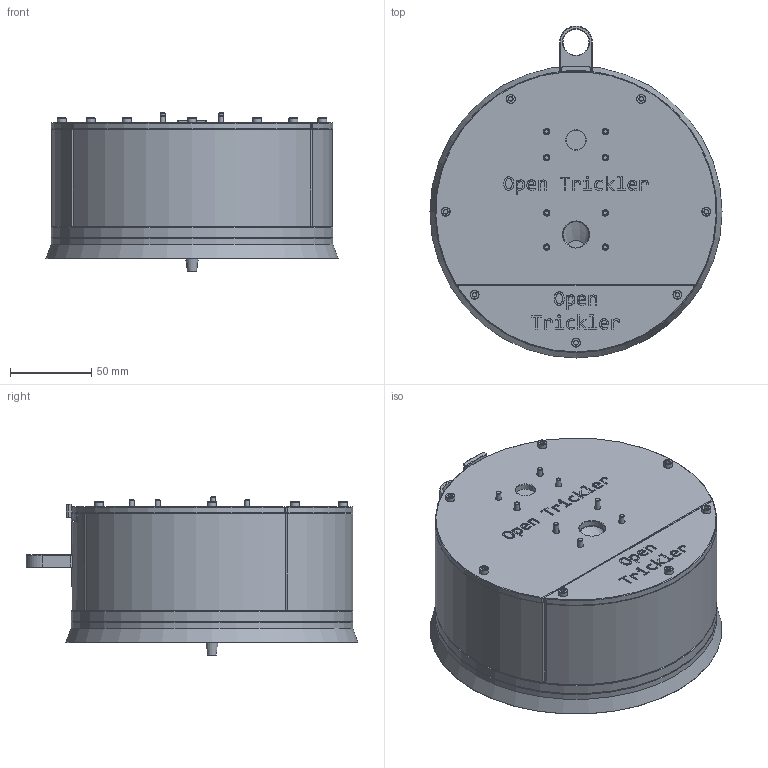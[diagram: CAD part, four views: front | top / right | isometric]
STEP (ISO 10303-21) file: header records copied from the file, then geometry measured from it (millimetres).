
FILE_DESCRIPTION(/* description */ (''),/* implementation_level */ '2;1');
FILE_NAME(/* name */ 'A&D FX Shield.step',/* time_stamp */ '2025-07-12T13:48:21+12:00',/* author */ (''),/* organization */ (''),/* preprocessor_version */ 'ST-DEVELOPER v20.1',/* originating_system */ 'Autodesk Translation Framework v14.10.0.0',/* authorisation */ '');
FILE_SCHEMA (('AUTOMOTIVE_DESIGN { 1 0 10303 214 3 1 1 }'));
Length unit declared in the file: millimetre
Products named in the file (27): A&D FX Shield; weighing_pan_assembly; scale_weighing_pan_adapter; weighing_pan_with_coin; cup_base; scale_shield_lower_assembly; scale_shield_body_assembly; scale_shield; scale_base_adapter_ring; scale_pan_cover; M3x12 SHCS; pan_cover_assembly; pan_cover; pan_cover_lid; rear_discharger_cup_assembly; rear_discharger_cup; rear_discharge_cup_ring; M3 Threaded Insert; M3x6 BHCS; scale_shield_upper_assembly; rear_discharger_assembly; rear_discharge_mount; rear_discharger_sliding_door; trickler_adapter_plate; M3x10 SHCS; M3x8 SHCS; front_discharger_mount
Assembly tree (61 placements, depth 4):
  A&D FX Shield
    weighing_pan_assembly
      scale_weighing_pan_adapter
      weighing_pan_with_coin
      cup_base
      M3 Threaded Insert  x2
      M3x6 BHCS  x2
    scale_shield_lower_assembly
      scale_shield_body_assembly
        scale_shield
        M3 Threaded Insert  x8
      scale_base_adapter_ring
      scale_pan_cover
      M3x12 SHCS  x4
    pan_cover_assembly
      pan_cover
      pan_cover_lid
      M3 Threaded Insert  x3
      M3x6 BHCS  x2
      M3x8 SHCS  x3
    rear_discharger_cup_assembly
      rear_discharger_cup
      rear_discharge_cup_ring
      M3 Threaded Insert  x2
      M3x6 BHCS  x2
    scale_shield_upper_assembly
      rear_discharger_assembly
        rear_discharge_mount
        M3x10 SHCS  x4
        rear_discharger_sliding_door
      trickler_adapter_plate
      M3x10 SHCS  x4
      M3x8 SHCS  x4
      front_discharger_mount
Bounding box: 179.41 x 203.81 x 97.1 mm (x, y, z)
Volume: 423570.4 mm3; surface area: 349322.7 mm2
Topology: 54 solids, 54 shells, 3734 faces, 9654 edges, 6175 vertices
Faces by surface type: bspline 1575, plane 903, cylinder 772, cone 421, torus 51, sphere 12
Full cylindrical faces by diameter (mm): 2.8 x2, 2.9 x15, 3 x25, 3.4 x45, 4.2 x15, 4.25 x15, 4.6 x15, 4.7 x15, 5.5 x19, 5.7 x6, 6 x14, 6.1 x2, 12 x2, 16 x2, 21 x1, 23 x1, 27 x3, 30 x3, 52.2 x1, 56.2 x1, 110 x1, 112 x1, 150 x2, 173 x2
Entity records: 57353 total; most frequent: CARTESIAN_POINT 19494, ORIENTED_EDGE 8312, DIRECTION 6534, EDGE_CURVE 4156, VERTEX_POINT 2601, AXIS2_PLACEMENT_3D 2259, LINE 2016, VECTOR 2016
